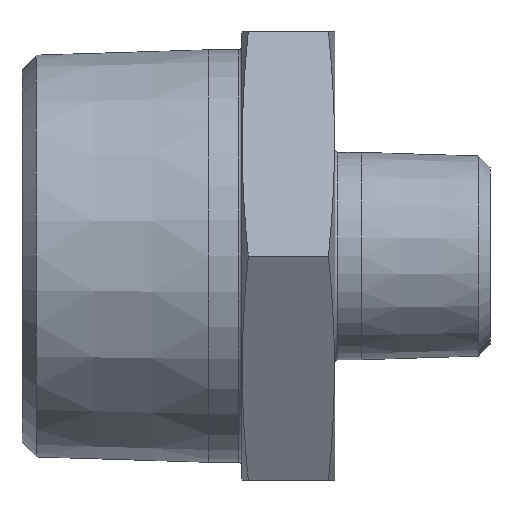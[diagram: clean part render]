
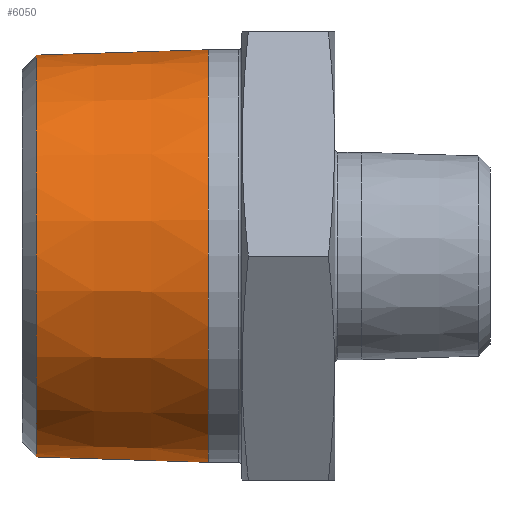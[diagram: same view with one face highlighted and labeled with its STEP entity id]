
A CAD part, front view. The second image highlights one B-rep face of the part: STEP entity #6050.
In plain terms, the highlighted conical face has half-angle 1.79 degrees and reference radius 20.955 mm.
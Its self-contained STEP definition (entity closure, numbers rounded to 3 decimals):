
#1456 = CONICAL_SURFACE ( 'NONE', #5814, 20.955, 0.031 ) ;
#1776 = CIRCLE ( 'NONE', #10236, 20.604 ) ;
#2489 = DIRECTION ( 'NONE',  ( 0., 0., 1. ) ) ;
#2866 = CARTESIAN_POINT ( 'NONE',  ( 19.1, 0., 21.155 ) ) ;
#3008 = DIRECTION ( 'NONE',  ( 1., 0., 0. ) ) ;
#3182 = CIRCLE ( 'NONE', #12901, 21.155 ) ;
#5653 = DIRECTION ( 'NONE',  ( 0., 0., -1. ) ) ;
#5814 = AXIS2_PLACEMENT_3D ( 'NONE', #7022, #3008, #5653 ) ;
#6050 = ADVANCED_FACE ( 'NONE', ( #9336, #14225 ), #1456, .T. ) ;
#6167 = CARTESIAN_POINT ( 'NONE',  ( 19.1, 0., 0. ) ) ;
#7022 = CARTESIAN_POINT ( 'NONE',  ( 12.7, 0., 0. ) ) ;
#7090 = EDGE_LOOP ( 'NONE', ( #10206 ) ) ;
#7538 = CARTESIAN_POINT ( 'NONE',  ( 1.478, 0., 0. ) ) ;
#8675 = DIRECTION ( 'NONE',  ( 0., 0., 1. ) ) ;
#9336 = FACE_BOUND ( 'NONE', #7090, .T. ) ;
#9910 = EDGE_CURVE ( 'NONE', #11272, #11272, #1776, .T. ) ;
#10206 = ORIENTED_EDGE ( 'NONE', *, *, #9910, .T. ) ;
#10236 = AXIS2_PLACEMENT_3D ( 'NONE', #7538, #14680, #2489 ) ;
#11272 = VERTEX_POINT ( 'NONE', #13612 ) ;
#11426 = EDGE_CURVE ( 'NONE', #13846, #13846, #3182, .T. ) ;
#12901 = AXIS2_PLACEMENT_3D ( 'NONE', #6167, #13381, #8675 ) ;
#13381 = DIRECTION ( 'NONE',  ( -1., 0., 0. ) ) ;
#13612 = CARTESIAN_POINT ( 'NONE',  ( 1.478, 0., 20.604 ) ) ;
#13846 = VERTEX_POINT ( 'NONE', #2866 ) ;
#14225 = FACE_OUTER_BOUND ( 'NONE', #15724, .T. ) ;
#14607 = ORIENTED_EDGE ( 'NONE', *, *, #11426, .T. ) ;
#14680 = DIRECTION ( 'NONE',  ( 1., 0., 0. ) ) ;
#15724 = EDGE_LOOP ( 'NONE', ( #14607 ) ) ;
